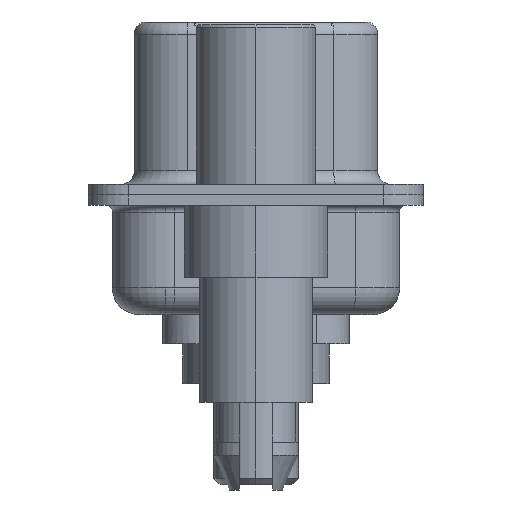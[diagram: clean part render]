
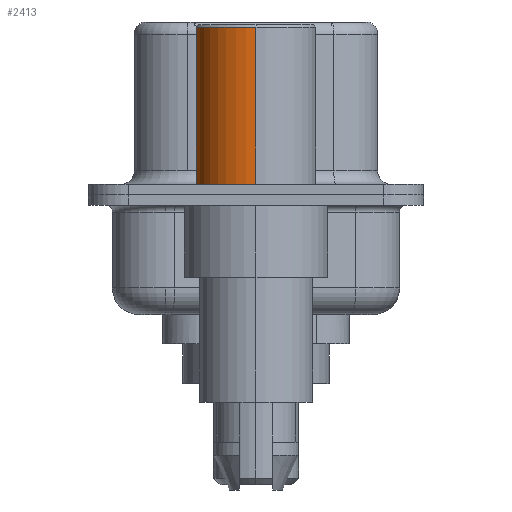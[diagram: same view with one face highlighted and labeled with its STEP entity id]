
A CAD part, left-side view. The second image highlights one B-rep face of the part: STEP entity #2413.
In plain terms, the highlighted cylindrical face has radius 2.25 mm (diameter 4.5 mm), a partial arc.
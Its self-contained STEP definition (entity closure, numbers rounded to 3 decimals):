
#502 = CIRCLE ( 'NONE', #7372, 2.25 ) ;
#1176 = CARTESIAN_POINT ( 'NONE',  ( 0., 0., 6.3 ) ) ;
#1773 = DIRECTION ( 'NONE',  ( 1., 0., 0. ) ) ;
#1809 = VECTOR ( 'NONE', #4657, 1000. ) ;
#1942 = DIRECTION ( 'NONE',  ( 0., 0., 1. ) ) ;
#2413 = ADVANCED_FACE ( 'NONE', ( #12826 ), #14834, .T. ) ;
#2610 = DIRECTION ( 'NONE',  ( 1., 0., 0. ) ) ;
#3282 = AXIS2_PLACEMENT_3D ( 'NONE', #5681, #1942, #1773 ) ;
#3792 = LINE ( 'NONE', #13918, #9350 ) ;
#4562 = DIRECTION ( 'NONE',  ( 1., 0., 0. ) ) ;
#4657 = DIRECTION ( 'NONE',  ( 0., 0., 1. ) ) ;
#5681 = CARTESIAN_POINT ( 'NONE',  ( 0., 0., 0.4 ) ) ;
#6076 = EDGE_LOOP ( 'NONE', ( #10256, #6090, #10756, #15025 ) ) ;
#6090 = ORIENTED_EDGE ( 'NONE', *, *, #7362, .T. ) ;
#6467 = DIRECTION ( 'NONE',  ( 0., 0., 1. ) ) ;
#6520 = CARTESIAN_POINT ( 'NONE',  ( -2.25, 0., 0.4 ) ) ;
#6618 = VERTEX_POINT ( 'NONE', #9294 ) ;
#7362 = EDGE_CURVE ( 'NONE', #7911, #11347, #3792, .T. ) ;
#7372 = AXIS2_PLACEMENT_3D ( 'NONE', #1176, #6467, #2610 ) ;
#7911 = VERTEX_POINT ( 'NONE', #6520 ) ;
#8386 = DIRECTION ( 'NONE',  ( 0., 0., 1. ) ) ;
#9294 = CARTESIAN_POINT ( 'NONE',  ( 2.25, 0., 6.3 ) ) ;
#9350 = VECTOR ( 'NONE', #16192, 1000. ) ;
#9687 = CARTESIAN_POINT ( 'NONE',  ( 2.25, 0., 0.581 ) ) ;
#10256 = ORIENTED_EDGE ( 'NONE', *, *, #10500, .T. ) ;
#10500 = EDGE_CURVE ( 'NONE', #16340, #7911, #13652, .T. ) ;
#10756 = ORIENTED_EDGE ( 'NONE', *, *, #14648, .F. ) ;
#11347 = VERTEX_POINT ( 'NONE', #15175 ) ;
#11660 = EDGE_CURVE ( 'NONE', #16340, #6618, #15313, .T. ) ;
#12006 = CARTESIAN_POINT ( 'NONE',  ( 2.25, 0., 0.4 ) ) ;
#12342 = CARTESIAN_POINT ( 'NONE',  ( 0., 0., 0.581 ) ) ;
#12826 = FACE_OUTER_BOUND ( 'NONE', #6076, .T. ) ;
#13652 = CIRCLE ( 'NONE', #3282, 2.25 ) ;
#13918 = CARTESIAN_POINT ( 'NONE',  ( -2.25, 0., 0.581 ) ) ;
#14648 = EDGE_CURVE ( 'NONE', #6618, #11347, #502, .T. ) ;
#14834 = CYLINDRICAL_SURFACE ( 'NONE', #15584, 2.25 ) ;
#15025 = ORIENTED_EDGE ( 'NONE', *, *, #11660, .F. ) ;
#15175 = CARTESIAN_POINT ( 'NONE',  ( -2.25, 0., 6.3 ) ) ;
#15313 = LINE ( 'NONE', #9687, #1809 ) ;
#15584 = AXIS2_PLACEMENT_3D ( 'NONE', #12342, #8386, #4562 ) ;
#16192 = DIRECTION ( 'NONE',  ( 0., 0., 1. ) ) ;
#16340 = VERTEX_POINT ( 'NONE', #12006 ) ;
